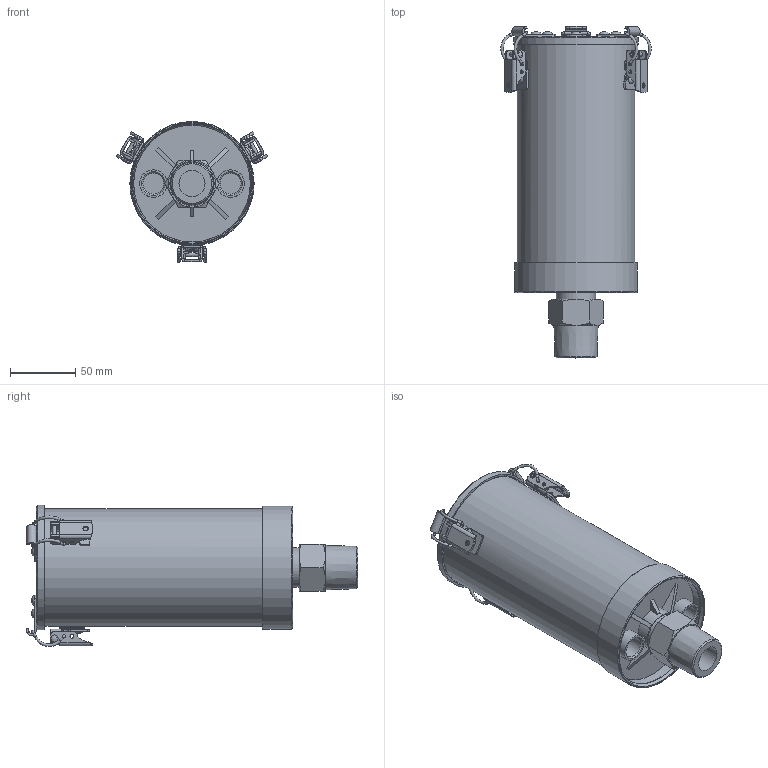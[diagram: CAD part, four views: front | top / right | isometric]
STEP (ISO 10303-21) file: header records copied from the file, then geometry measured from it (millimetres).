
FILE_DESCRIPTION (( 'STEP AP214' ), '1' );
FILE_NAME ('05.0020.93 VV-R_2L _F_00_P3_XC_N1m.STEP', '2023-01-25T16:09:28', ( '' ), ( '' ), 'SwSTEP 2.0', 'SolidWorks 2020', '' );
FILE_SCHEMA (( 'AUTOMOTIVE_DESIGN' ));
Length unit declared in the file: millimetre
Products named in the file (1): 05.0020.93 VV-R_2L _F_00_P3_XC_N1m
Bounding box: 114.99 x 253.8 x 107.91 mm (x, y, z)
Volume: 380025.5 mm3; surface area: 187289.8 mm2
Topology: 38 solids, 38 shells, 745 faces, 1680 edges, 1039 vertices
Faces by surface type: plane 271, cylinder 259, torus 93, bspline 66, cone 53, sphere 3
Full cylindrical faces by diameter (mm): 2 x21, 2.4 x6, 2.8 x6, 3.1 x3, 3.2 x3, 3.4 x12, 4 x21, 4.1 x12, 4.2 x6, 6 x6, 6.1 x6, 9 x6, 16 x2, 20 x1, 21 x2, 23.44 x1, 24.12 x1, 26.44 x1, 30 x1, 31 x1, 31.5 x1, 39 x1, 78 x2, 79.5 x1, 80 x1, 89.2 x1, 90 x2, 91 x1, 92 x1, 94 x1
Entity records: 39871 total; most frequent: CARTESIAN_POINT 16045, DIRECTION 3079, ORIENTED_EDGE 2718, EDGE_CURVE 1359, AXIS2_PLACEMENT_3D 1310, EDGE_LOOP 1188, VERTEX_POINT 1001, FACE_OUTER_BOUND 981
